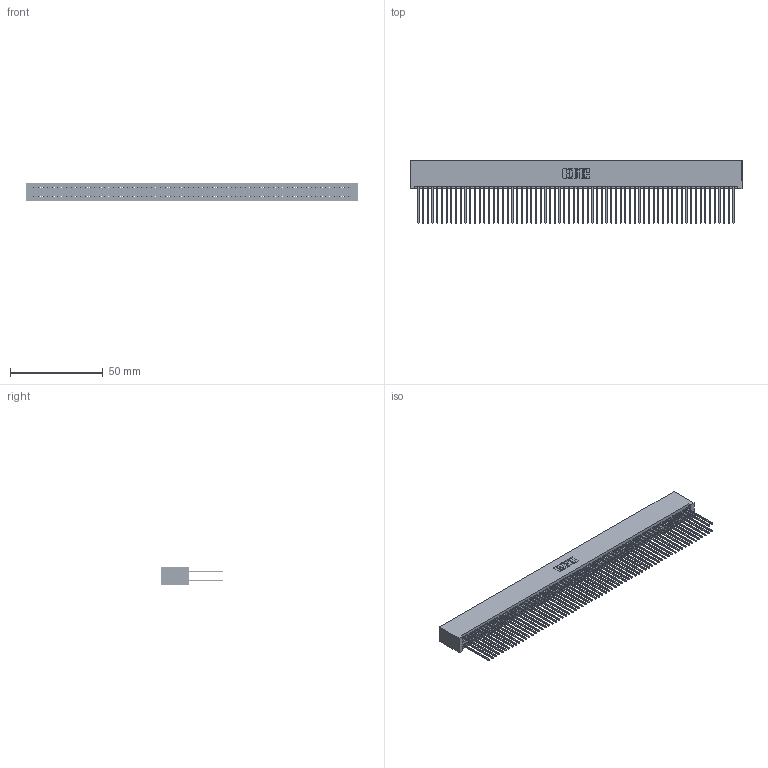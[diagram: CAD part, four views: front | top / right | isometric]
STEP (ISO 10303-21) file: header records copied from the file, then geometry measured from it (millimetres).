
FILE_DESCRIPTION (( 'STEP AP203' ), '1' );
FILE_NAME ('395-136-541-201.STEP', '2019-10-29T16:15:04', ( '' ), ( '' ), 'SwSTEP 2.0', 'SolidWorks 2016', '' );
FILE_SCHEMA (( 'CONFIG_CONTROL_DESIGN' ));
Length unit declared in the file: inch
Products named in the file (3): 345 Part_No Mounting Lugs; 345-292-001_345-293-141; 395-136-541-201
Assembly tree (137 placements, depth 2):
  395-136-541-201
    345 Part_No Mounting Lugs
    345-292-001_345-293-141  x136
Bounding box: 179.32 x 33.96 x 9.4 mm (x, y, z)
Volume: 19057.2 mm3; surface area: 32644.4 mm2
Topology: 137 solids, 137 shells, 6918 faces, 20581 edges, 13538 vertices
Faces by surface type: plane 4564, cylinder 2354
Entity records: 49595 total; most frequent: CARTESIAN_POINT 8288, ORIENTED_EDGE 8222, DIRECTION 7271, EDGE_CURVE 4111, LINE 3715, VECTOR 3715, VERTEX_POINT 2738, AXIS2_PLACEMENT_3D 1778
